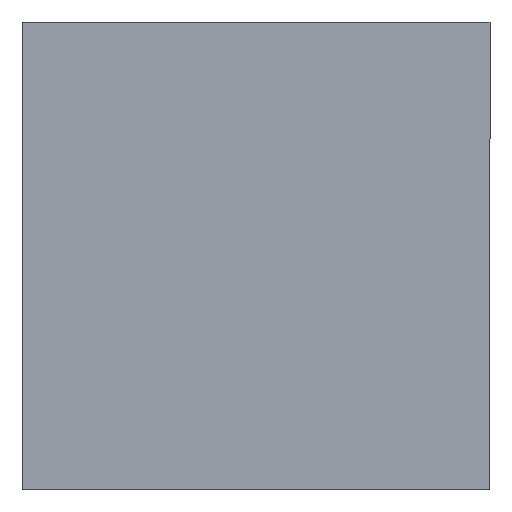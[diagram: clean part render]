
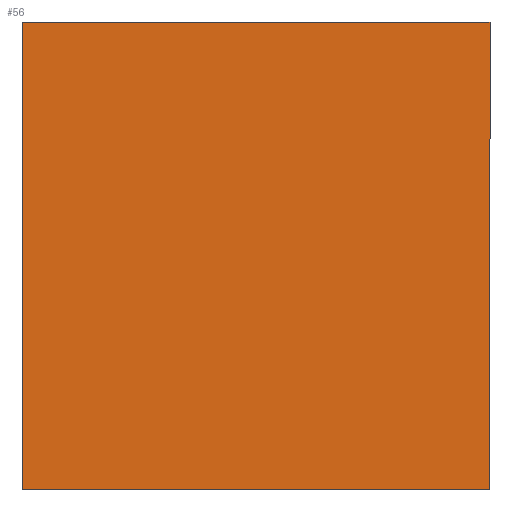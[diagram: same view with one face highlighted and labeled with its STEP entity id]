
A CAD part, front view. The second image highlights one B-rep face of the part: STEP entity #56.
In plain terms, the highlighted planar face has unit normal (0, -1, 0).
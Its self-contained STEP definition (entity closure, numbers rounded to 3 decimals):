
#2 = VERTEX_POINT ( 'NONE', #58 ) ;
#16 = EDGE_CURVE ( 'NONE', #2, #25, #113, .T. ) ;
#20 = EDGE_CURVE ( 'NONE', #172, #2, #21, .T. ) ;
#21 = LINE ( 'NONE', #166, #199 ) ;
#25 = VERTEX_POINT ( 'NONE', #119 ) ;
#46 = CARTESIAN_POINT ( 'NONE',  ( 0., 0., 0. ) ) ;
#55 = DIRECTION ( 'NONE',  ( 0., 0., 1. ) ) ;
#56 = ADVANCED_FACE ( 'NONE', ( #140 ), #210, .F. ) ;
#58 = CARTESIAN_POINT ( 'NONE',  ( -2500., 0., -2500. ) ) ;
#61 = CARTESIAN_POINT ( 'NONE',  ( 2500., 0., 2500. ) ) ;
#66 = VECTOR ( 'NONE', #161, 1000. ) ;
#79 = VERTEX_POINT ( 'NONE', #61 ) ;
#80 = CARTESIAN_POINT ( 'NONE',  ( 2500., 0., -2500. ) ) ;
#96 = EDGE_LOOP ( 'NONE', ( #156, #111, #185, #186 ) ) ;
#97 = DIRECTION ( 'NONE',  ( -1., 0., 0. ) ) ;
#101 = DIRECTION ( 'NONE',  ( 0., 0., 1. ) ) ;
#111 = ORIENTED_EDGE ( 'NONE', *, *, #152, .F. ) ;
#113 = LINE ( 'NONE', #151, #171 ) ;
#119 = CARTESIAN_POINT ( 'NONE',  ( -2500., 0., 2500. ) ) ;
#122 = LINE ( 'NONE', #191, #147 ) ;
#137 = CARTESIAN_POINT ( 'NONE',  ( 2500., 0., -2500. ) ) ;
#140 = FACE_OUTER_BOUND ( 'NONE', #96, .T. ) ;
#147 = VECTOR ( 'NONE', #227, 1000. ) ;
#151 = CARTESIAN_POINT ( 'NONE',  ( -2500., 0., -2500. ) ) ;
#152 = EDGE_CURVE ( 'NONE', #25, #79, #122, .T. ) ;
#156 = ORIENTED_EDGE ( 'NONE', *, *, #194, .F. ) ;
#161 = DIRECTION ( 'NONE',  ( 0., 0., -1. ) ) ;
#166 = CARTESIAN_POINT ( 'NONE',  ( -2500., 0., -2500. ) ) ;
#171 = VECTOR ( 'NONE', #55, 1000. ) ;
#172 = VERTEX_POINT ( 'NONE', #137 ) ;
#173 = LINE ( 'NONE', #80, #66 ) ;
#174 = DIRECTION ( 'NONE',  ( 0., 1., 0. ) ) ;
#185 = ORIENTED_EDGE ( 'NONE', *, *, #16, .F. ) ;
#186 = ORIENTED_EDGE ( 'NONE', *, *, #20, .F. ) ;
#191 = CARTESIAN_POINT ( 'NONE',  ( -2500., 0., 2500. ) ) ;
#194 = EDGE_CURVE ( 'NONE', #79, #172, #173, .T. ) ;
#199 = VECTOR ( 'NONE', #97, 1000. ) ;
#210 = PLANE ( 'NONE',  #225 ) ;
#225 = AXIS2_PLACEMENT_3D ( 'NONE', #46, #174, #101 ) ;
#227 = DIRECTION ( 'NONE',  ( 1., 0., 0. ) ) ;
